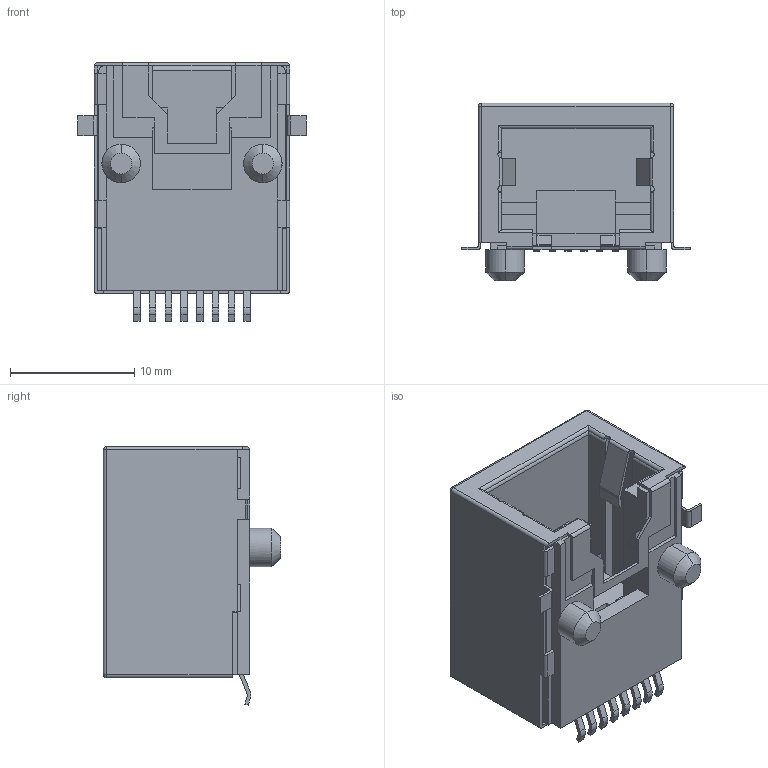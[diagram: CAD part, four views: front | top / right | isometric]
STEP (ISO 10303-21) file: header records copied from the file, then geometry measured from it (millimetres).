
FILE_DESCRIPTION (( 'STEP AP214' ), '1' );
FILE_NAME ('GMX-SMT2-S2-88_rA7.STEP', '2014-09-12T17:08:07', ( '' ), ( '' ), 'SwSTEP 2.0', 'SolidWorks 2014', '' );
FILE_SCHEMA (( 'AUTOMOTIVE_DESIGN' ));
Length unit declared in the file: millimetre
Products named in the file (1): GMX-SMT2-S2-88_rA7
Bounding box: 18.4 x 14.3 x 20.85 mm (x, y, z)
Volume: 1911.7 mm3; surface area: 3780.9 mm2
Topology: 1 solids, 1 shells, 288 faces, 808 edges, 514 vertices
Faces by surface type: plane 211, cylinder 67, sphere 6, cone 4
Entity records: 10187 total; most frequent: CARTESIAN_POINT 1671, ORIENTED_EDGE 1604, DIRECTION 1494, EDGE_CURVE 802, LINE 660, VECTOR 660, VERTEX_POINT 514, AXIS2_PLACEMENT_3D 417
